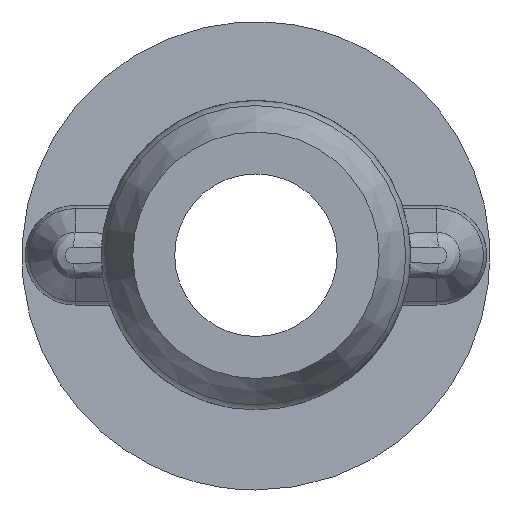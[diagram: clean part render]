
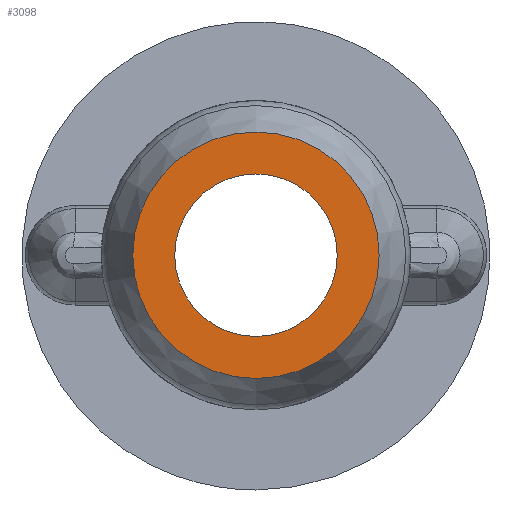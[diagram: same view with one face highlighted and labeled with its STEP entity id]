
A CAD part, front view. The second image highlights one B-rep face of the part: STEP entity #3098.
In plain terms, the highlighted planar face has unit normal (0, -1, 0).
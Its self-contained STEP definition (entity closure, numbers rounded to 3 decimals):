
#157 = AXIS2_PLACEMENT_3D ( 'NONE', #8603, #4103, #4844 ) ;
#672 = AXIS2_PLACEMENT_3D ( 'NONE', #4780, #6288, #1061 ) ;
#888 = FACE_BOUND ( 'NONE', #2637, .T. ) ;
#1028 = CARTESIAN_POINT ( 'NONE',  ( 0., 8.55, 0.35 ) ) ;
#1040 = ORIENTED_EDGE ( 'NONE', *, *, #5892, .T. ) ;
#1061 = DIRECTION ( 'NONE',  ( 0., 0., -1. ) ) ;
#1063 = EDGE_LOOP ( 'NONE', ( #1040 ) ) ;
#1243 = CARTESIAN_POINT ( 'NONE',  ( 0., 8.55, -3.55 ) ) ;
#2393 = VERTEX_POINT ( 'NONE', #1243 ) ;
#2637 = EDGE_LOOP ( 'NONE', ( #8957 ) ) ;
#3098 = ADVANCED_FACE ( 'NONE', ( #7148, #888 ), #5537, .T. ) ;
#4103 = DIRECTION ( 'NONE',  ( 0., -1., 0. ) ) ;
#4194 = CIRCLE ( 'NONE', #672, 2.35 ) ;
#4780 = CARTESIAN_POINT ( 'NONE',  ( 0., 8.55, -1.2 ) ) ;
#4844 = DIRECTION ( 'NONE',  ( 0., 0., -1. ) ) ;
#5537 = PLANE ( 'NONE',  #6897 ) ;
#5622 = CARTESIAN_POINT ( 'NONE',  ( 0., 8.55, -2.75 ) ) ;
#5892 = EDGE_CURVE ( 'NONE', #2393, #2393, #4194, .T. ) ;
#6089 = EDGE_CURVE ( 'NONE', #7712, #7712, #8549, .T. ) ;
#6288 = DIRECTION ( 'NONE',  ( 0., -1., 0. ) ) ;
#6489 = DIRECTION ( 'NONE',  ( 0., -1., 0. ) ) ;
#6897 = AXIS2_PLACEMENT_3D ( 'NONE', #1028, #6489, #7201 ) ;
#7148 = FACE_OUTER_BOUND ( 'NONE', #1063, .T. ) ;
#7201 = DIRECTION ( 'NONE',  ( 0., 0., -1. ) ) ;
#7712 = VERTEX_POINT ( 'NONE', #5622 ) ;
#8549 = CIRCLE ( 'NONE', #157, 1.55 ) ;
#8603 = CARTESIAN_POINT ( 'NONE',  ( 0., 8.55, -1.2 ) ) ;
#8957 = ORIENTED_EDGE ( 'NONE', *, *, #6089, .F. ) ;
